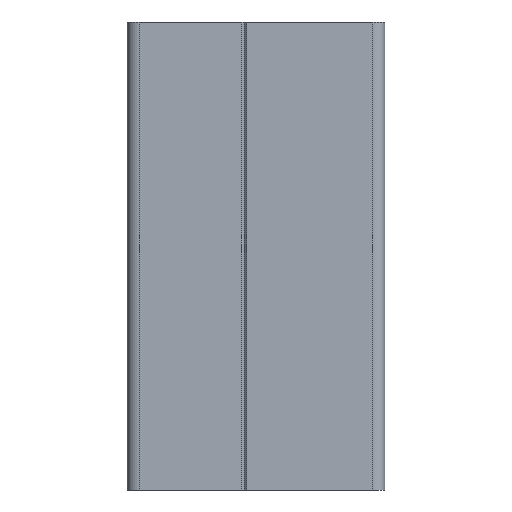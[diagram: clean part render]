
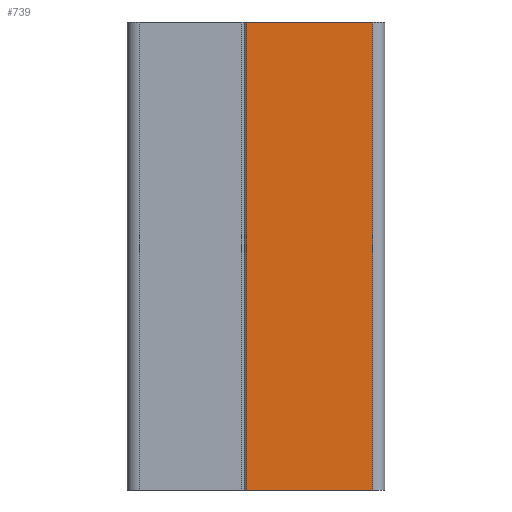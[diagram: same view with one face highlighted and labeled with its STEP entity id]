
A CAD part, left-side view. The second image highlights one B-rep face of the part: STEP entity #739.
In plain terms, the highlighted planar face has unit normal (-1, 0, 0).
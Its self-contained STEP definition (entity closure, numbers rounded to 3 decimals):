
#683=CARTESIAN_POINT('',(-30.,14.5,0.0));
#684=VERTEX_POINT('',#683);
#691=CARTESIAN_POINT('',(-30.,14.5,100.0));
#692=VERTEX_POINT('',#691);
#693=CARTESIAN_POINT('',(-30.,14.5,0.0));
#694=DIRECTION('',(0.0,0.0,1.0));
#695=VECTOR('',#694,100.0);
#696=LINE('',#693,#695);
#697=EDGE_CURVE('',#684,#692,#696,.T.);
#709=CARTESIAN_POINT('',(-30.,14.5,0.0));
#710=DIRECTION('',(-1.0,0.0,0.0));
#711=DIRECTION('',(0.0,-1.0,0.0));
#712=AXIS2_PLACEMENT_3D('',#709,#710,#711);
#713=PLANE('',#712);
#714=CARTESIAN_POINT('',(-30.,-12.5,0.0));
#715=VERTEX_POINT('',#714);
#716=CARTESIAN_POINT('',(-30.,14.5,0.0));
#717=DIRECTION('',(0.0,-1.0,0.0));
#718=VECTOR('',#717,27.);
#719=LINE('',#716,#718);
#720=EDGE_CURVE('',#684,#715,#719,.T.);
#721=ORIENTED_EDGE('',*,*,#720,.T.);
#722=CARTESIAN_POINT('',(-30.,-12.5,100.0));
#723=VERTEX_POINT('',#722);
#724=CARTESIAN_POINT('',(-30.,-12.5,0.0));
#725=DIRECTION('',(0.0,0.0,1.0));
#726=VECTOR('',#725,100.0);
#727=LINE('',#724,#726);
#728=EDGE_CURVE('',#715,#723,#727,.T.);
#729=ORIENTED_EDGE('',*,*,#728,.T.);
#730=CARTESIAN_POINT('',(-30.,14.5,100.0));
#731=DIRECTION('',(0.0,-1.0,0.0));
#732=VECTOR('',#731,27.);
#733=LINE('',#730,#732);
#734=EDGE_CURVE('',#692,#723,#733,.T.);
#735=ORIENTED_EDGE('',*,*,#734,.F.);
#736=ORIENTED_EDGE('',*,*,#697,.F.);
#737=EDGE_LOOP('',(#721,#729,#735,#736));
#738=FACE_OUTER_BOUND('',#737,.T.);
#739=ADVANCED_FACE('',(#738),#713,.T.);
